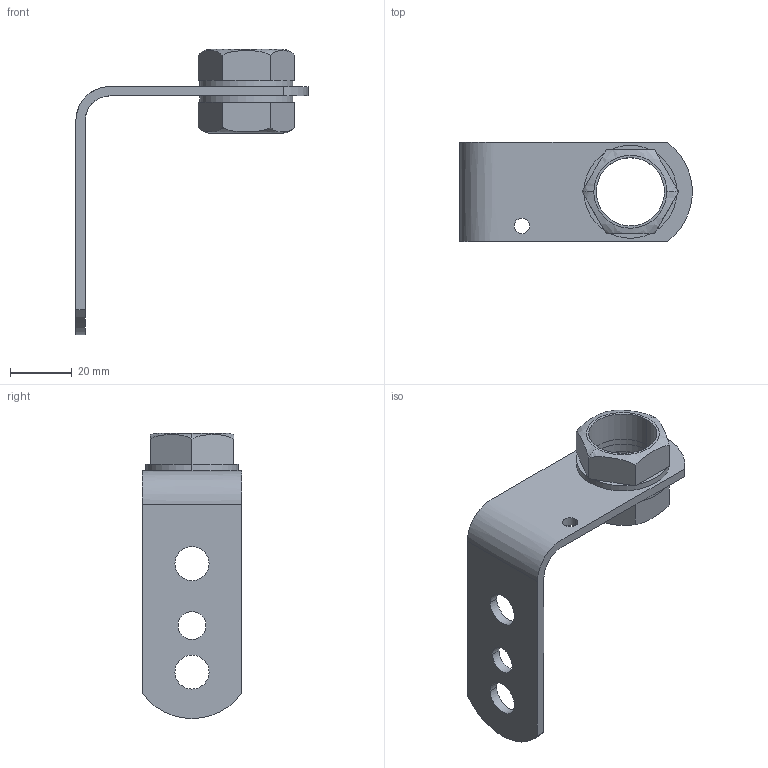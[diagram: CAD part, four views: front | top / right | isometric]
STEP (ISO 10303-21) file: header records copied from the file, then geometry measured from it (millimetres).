
FILE_DESCRIPTION (( 'STEP AP214' ), '1' );
FILE_NAME ('SZL-001.step', '2018-07-03T12:01:14', ( '' ), ( '' ), 'SwSTEP 2.0', 'SolidWorks 2017', '' );
FILE_SCHEMA (( 'AUTOMOTIVE_DESIGN' ));
Length unit declared in the file: inch
Products named in the file (1): SZL-001
Bounding box: 74.93 x 32 x 92 mm (x, y, z)
Volume: 17881.9 mm3; surface area: 15474.2 mm2
Topology: 5 solids, 5 shells, 54 faces, 128 edges, 84 vertices
Faces by surface type: cylinder 25, plane 23, bspline 6
Entity records: 3916 total; most frequent: CARTESIAN_POINT 1867, ORIENTED_EDGE 256, DIRECTION 252, EDGE_CURVE 128, AXIS2_PLACEMENT_3D 99, VERTEX_POINT 84, EDGE_LOOP 72, DIMENSIONAL_EXPONENTS 61
